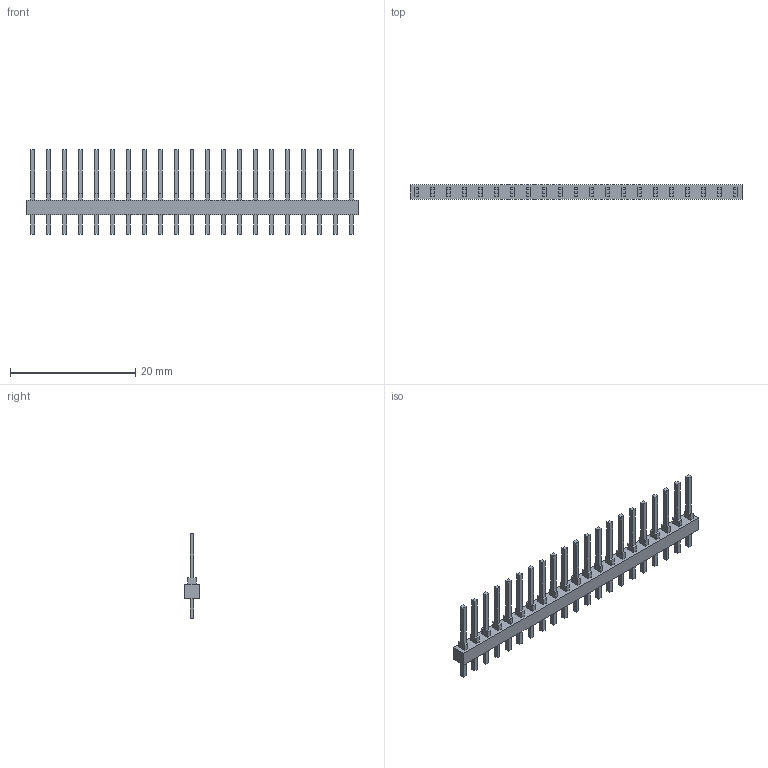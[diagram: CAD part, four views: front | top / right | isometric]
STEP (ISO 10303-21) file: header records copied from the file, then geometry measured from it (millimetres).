
FILE_DESCRIPTION((''),'2;1');
FILE_NAME('C-7-2267062-1','2016-04-12T',('workeradm'),('Tyco Electronics Ltd.'),'CREO PARAMETRIC BY PTC INC, 2015200','CREO PARAMETRIC BY PTC INC, 2015200','');
FILE_SCHEMA(('AUTOMOTIVE_DESIGN { 1 0 10303 214 1 1 1 1 }'));
Length unit declared in the file: millimetre
Products named in the file (1): C-7-2267062-1
Bounding box: 52.93 x 2.34 x 13.54 mm (x, y, z)
Volume: 388.5 mm3; surface area: 1133.3 mm2
Topology: 1 solids, 1 shells, 300 faces, 768 edges, 512 vertices
Faces by surface type: plane 300
Entity records: 8936 total; most frequent: CARTESIAN_POINT 1582, ORIENTED_EDGE 1536, DIRECTION 1368, VECTOR 768, LINE 768, EDGE_CURVE 768, VERTEX_POINT 512, EDGE_LOOP 342
